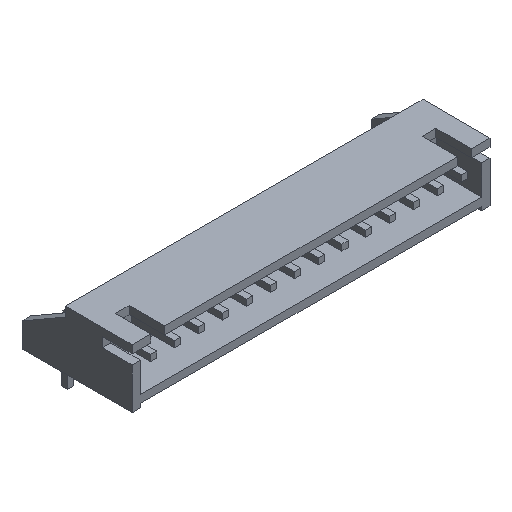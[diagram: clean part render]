
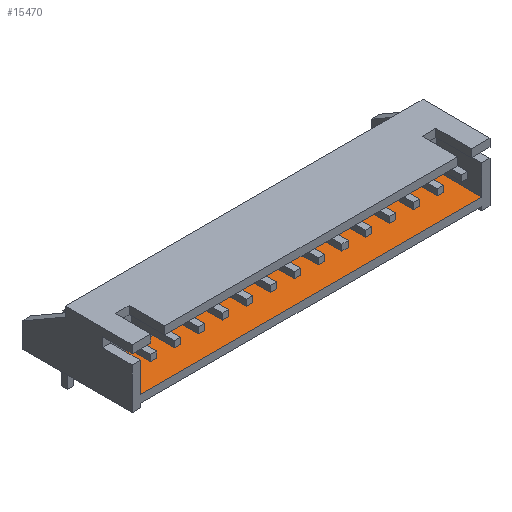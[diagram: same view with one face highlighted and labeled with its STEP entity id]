
A CAD part, isometric view. The second image highlights one B-rep face of the part: STEP entity #15470.
In plain terms, the highlighted planar face has unit normal (0, 0, 1).
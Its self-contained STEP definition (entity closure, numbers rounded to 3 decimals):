
#2416 = PLANE('',#2417);
#2417 = AXIS2_PLACEMENT_3D('',#2418,#2419,#2420);
#2418 = CARTESIAN_POINT('',(-2.45,-9.2,4.325));
#2419 = DIRECTION('',(0.,1.,0.));
#2420 = DIRECTION('',(0.,0.,-1.));
#10889 = PLANE('',#10890);
#10890 = AXIS2_PLACEMENT_3D('',#10891,#10892,#10893);
#10891 = CARTESIAN_POINT('',(-1.6,-4.5,5.325));
#10892 = DIRECTION('',(-1.,0.,0.));
#10893 = DIRECTION('',(0.,0.,-1.));
#10917 = PLANE('',#10918);
#10918 = AXIS2_PLACEMENT_3D('',#10919,#10920,#10921);
#10919 = CARTESIAN_POINT('',(34.1,-4.5,5.325));
#10920 = DIRECTION('',(0.,1.,0.));
#10921 = DIRECTION('',(0.,0.,-1.));
#10945 = PLANE('',#10946);
#10946 = AXIS2_PLACEMENT_3D('',#10947,#10948,#10949);
#10947 = CARTESIAN_POINT('',(34.1,-4.5,5.325));
#10948 = DIRECTION('',(1.,0.,0.));
#10949 = DIRECTION('',(0.,0.,1.));
#11245 = VERTEX_POINT('',#11246);
#11246 = CARTESIAN_POINT('',(34.1,-9.2,1.225));
#11267 = EDGE_CURVE('',#11268,#11245,#11270,.T.);
#11268 = VERTEX_POINT('',#11269);
#11269 = CARTESIAN_POINT('',(-1.6,-9.2,1.225));
#11270 = SURFACE_CURVE('',#11271,(#11275,#11282),.PCURVE_S1.);
#11271 = LINE('',#11272,#11273);
#11272 = CARTESIAN_POINT('',(34.1,-9.2,1.225));
#11273 = VECTOR('',#11274,1.);
#11274 = DIRECTION('',(1.,0.,0.));
#11275 = PCURVE('',#2416,#11276);
#11276 = DEFINITIONAL_REPRESENTATION('',(#11277),#11281);
#11277 = LINE('',#11278,#11279);
#11278 = CARTESIAN_POINT('',(3.1,-36.55));
#11279 = VECTOR('',#11280,1.);
#11280 = DIRECTION('',(0.,-1.));
#11281 = ( GEOMETRIC_REPRESENTATION_CONTEXT(2) 
PARAMETRIC_REPRESENTATION_CONTEXT() REPRESENTATION_CONTEXT('2D SPACE',''
  ) );
#11282 = PCURVE('',#11283,#11288);
#11283 = PLANE('',#11284);
#11284 = AXIS2_PLACEMENT_3D('',#11285,#11286,#11287);
#11285 = CARTESIAN_POINT('',(34.1,-4.5,1.225));
#11286 = DIRECTION('',(0.,0.,-1.));
#11287 = DIRECTION('',(1.,0.,0.));
#11288 = DEFINITIONAL_REPRESENTATION('',(#11289),#11293);
#11289 = LINE('',#11290,#11291);
#11290 = CARTESIAN_POINT('',(0.,4.7));
#11291 = VECTOR('',#11292,1.);
#11292 = DIRECTION('',(1.,0.));
#11293 = ( GEOMETRIC_REPRESENTATION_CONTEXT(2) 
PARAMETRIC_REPRESENTATION_CONTEXT() REPRESENTATION_CONTEXT('2D SPACE',''
  ) );
#13752 = VERTEX_POINT('',#13753);
#13753 = CARTESIAN_POINT('',(34.1,-4.5,1.225));
#13774 = EDGE_CURVE('',#13752,#11245,#13775,.T.);
#13775 = SURFACE_CURVE('',#13776,(#13780,#13787),.PCURVE_S1.);
#13776 = LINE('',#13777,#13778);
#13777 = CARTESIAN_POINT('',(34.1,-4.5,1.225));
#13778 = VECTOR('',#13779,1.);
#13779 = DIRECTION('',(0.,-1.,0.));
#13780 = PCURVE('',#10945,#13781);
#13781 = DEFINITIONAL_REPRESENTATION('',(#13782),#13786);
#13782 = LINE('',#13783,#13784);
#13783 = CARTESIAN_POINT('',(-4.1,0.));
#13784 = VECTOR('',#13785,1.);
#13785 = DIRECTION('',(0.,1.));
#13786 = ( GEOMETRIC_REPRESENTATION_CONTEXT(2) 
PARAMETRIC_REPRESENTATION_CONTEXT() REPRESENTATION_CONTEXT('2D SPACE',''
  ) );
#13787 = PCURVE('',#11283,#13788);
#13788 = DEFINITIONAL_REPRESENTATION('',(#13789),#13793);
#13789 = LINE('',#13790,#13791);
#13790 = CARTESIAN_POINT('',(0.,0.));
#13791 = VECTOR('',#13792,1.);
#13792 = DIRECTION('',(0.,1.));
#13793 = ( GEOMETRIC_REPRESENTATION_CONTEXT(2) 
PARAMETRIC_REPRESENTATION_CONTEXT() REPRESENTATION_CONTEXT('2D SPACE',''
  ) );
#14601 = VERTEX_POINT('',#14602);
#14602 = CARTESIAN_POINT('',(-1.6,-4.5,1.225));
#14623 = EDGE_CURVE('',#14601,#13752,#14624,.T.);
#14624 = SURFACE_CURVE('',#14625,(#14629,#14636),.PCURVE_S1.);
#14625 = LINE('',#14626,#14627);
#14626 = CARTESIAN_POINT('',(34.1,-4.5,1.225));
#14627 = VECTOR('',#14628,1.);
#14628 = DIRECTION('',(1.,0.,0.));
#14629 = PCURVE('',#10917,#14630);
#14630 = DEFINITIONAL_REPRESENTATION('',(#14631),#14635);
#14631 = LINE('',#14632,#14633);
#14632 = CARTESIAN_POINT('',(4.1,0.));
#14633 = VECTOR('',#14634,1.);
#14634 = DIRECTION('',(0.,-1.));
#14635 = ( GEOMETRIC_REPRESENTATION_CONTEXT(2) 
PARAMETRIC_REPRESENTATION_CONTEXT() REPRESENTATION_CONTEXT('2D SPACE',''
  ) );
#14636 = PCURVE('',#11283,#14637);
#14637 = DEFINITIONAL_REPRESENTATION('',(#14638),#14642);
#14638 = LINE('',#14639,#14640);
#14639 = CARTESIAN_POINT('',(0.,0.));
#14640 = VECTOR('',#14641,1.);
#14641 = DIRECTION('',(1.,0.));
#14642 = ( GEOMETRIC_REPRESENTATION_CONTEXT(2) 
PARAMETRIC_REPRESENTATION_CONTEXT() REPRESENTATION_CONTEXT('2D SPACE',''
  ) );
#15446 = EDGE_CURVE('',#14601,#11268,#15447,.T.);
#15447 = SURFACE_CURVE('',#15448,(#15452,#15459),.PCURVE_S1.);
#15448 = LINE('',#15449,#15450);
#15449 = CARTESIAN_POINT('',(-1.6,-4.5,1.225));
#15450 = VECTOR('',#15451,1.);
#15451 = DIRECTION('',(0.,-1.,0.));
#15452 = PCURVE('',#10889,#15453);
#15453 = DEFINITIONAL_REPRESENTATION('',(#15454),#15458);
#15454 = LINE('',#15455,#15456);
#15455 = CARTESIAN_POINT('',(4.1,0.));
#15456 = VECTOR('',#15457,1.);
#15457 = DIRECTION('',(0.,1.));
#15458 = ( GEOMETRIC_REPRESENTATION_CONTEXT(2) 
PARAMETRIC_REPRESENTATION_CONTEXT() REPRESENTATION_CONTEXT('2D SPACE',''
  ) );
#15459 = PCURVE('',#11283,#15460);
#15460 = DEFINITIONAL_REPRESENTATION('',(#15461),#15465);
#15461 = LINE('',#15462,#15463);
#15462 = CARTESIAN_POINT('',(-35.7,0.));
#15463 = VECTOR('',#15464,1.);
#15464 = DIRECTION('',(0.,1.));
#15465 = ( GEOMETRIC_REPRESENTATION_CONTEXT(2) 
PARAMETRIC_REPRESENTATION_CONTEXT() REPRESENTATION_CONTEXT('2D SPACE',''
  ) );
#15470 = ADVANCED_FACE('',(#15471),#11283,.F.);
#15471 = FACE_BOUND('',#15472,.T.);
#15472 = EDGE_LOOP('',(#15473,#15474,#15475,#15476));
#15473 = ORIENTED_EDGE('',*,*,#11267,.T.);
#15474 = ORIENTED_EDGE('',*,*,#13774,.F.);
#15475 = ORIENTED_EDGE('',*,*,#14623,.F.);
#15476 = ORIENTED_EDGE('',*,*,#15446,.T.);
